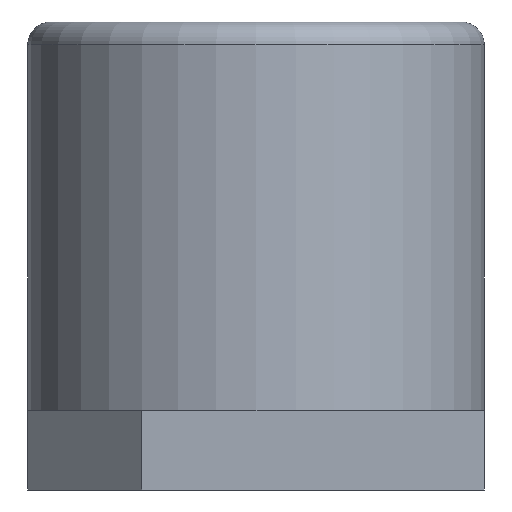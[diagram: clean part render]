
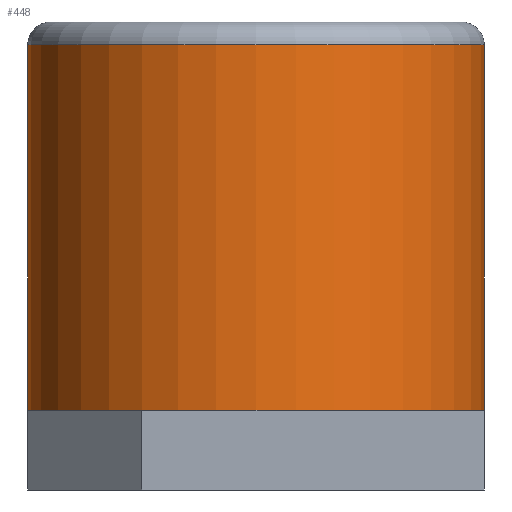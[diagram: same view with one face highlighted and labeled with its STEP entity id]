
A CAD part, front view. The second image highlights one B-rep face of the part: STEP entity #448.
In plain terms, the highlighted cylindrical face has radius 5.08 mm (diameter 10.16 mm), a partial arc.
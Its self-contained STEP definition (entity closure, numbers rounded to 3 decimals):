
#14 = CARTESIAN_POINT ( 'NONE',  ( 0., 0., 1.778 ) ) ;
#30 = CIRCLE ( 'NONE', #278, 5.08 ) ;
#44 = DIRECTION ( 'NONE',  ( 0., 0., 1. ) ) ;
#50 = ORIENTED_EDGE ( 'NONE', *, *, #104, .T. ) ;
#60 = LINE ( 'NONE', #237, #354 ) ;
#61 = CARTESIAN_POINT ( 'NONE',  ( -5.08, 0., 1.778 ) ) ;
#67 = FACE_OUTER_BOUND ( 'NONE', #202, .T. ) ;
#89 = ORIENTED_EDGE ( 'NONE', *, *, #233, .T. ) ;
#93 = DIRECTION ( 'NONE',  ( 0., 0., -1. ) ) ;
#96 = AXIS2_PLACEMENT_3D ( 'NONE', #367, #222, #162 ) ;
#100 = EDGE_CURVE ( 'NONE', #462, #109, #318, .T. ) ;
#104 = EDGE_CURVE ( 'NONE', #447, #462, #30, .T. ) ;
#109 = VERTEX_POINT ( 'NONE', #61 ) ;
#123 = CARTESIAN_POINT ( 'NONE',  ( -5.08, 0., 9.906 ) ) ;
#126 = CARTESIAN_POINT ( 'NONE',  ( 0., -5.08, 1.778 ) ) ;
#162 = DIRECTION ( 'NONE',  ( 1., 0., 0. ) ) ;
#167 = DIRECTION ( 'NONE',  ( 0., 0., -1. ) ) ;
#173 = ORIENTED_EDGE ( 'NONE', *, *, #100, .T. ) ;
#175 = ORIENTED_EDGE ( 'NONE', *, *, #348, .T. ) ;
#199 = CARTESIAN_POINT ( 'NONE',  ( -5.08, 0., 10.414 ) ) ;
#202 = EDGE_LOOP ( 'NONE', ( #493, #50, #173, #175, #89 ) ) ;
#203 = DIRECTION ( 'NONE',  ( -1., 0., 0. ) ) ;
#222 = DIRECTION ( 'NONE',  ( 0., 0., 1. ) ) ;
#229 = VERTEX_POINT ( 'NONE', #126 ) ;
#233 = EDGE_CURVE ( 'NONE', #229, #466, #433, .T. ) ;
#234 = CARTESIAN_POINT ( 'NONE',  ( 0., 0., 9.906 ) ) ;
#235 = CARTESIAN_POINT ( 'NONE',  ( 5.08, 0., 1.778 ) ) ;
#237 = CARTESIAN_POINT ( 'NONE',  ( 5.08, 0., 10.414 ) ) ;
#240 = DIRECTION ( 'NONE',  ( 0., 0., -1. ) ) ;
#245 = AXIS2_PLACEMENT_3D ( 'NONE', #14, #44, #291 ) ;
#271 = CARTESIAN_POINT ( 'NONE',  ( 5.08, 0., 9.906 ) ) ;
#273 = CARTESIAN_POINT ( 'NONE',  ( 0., 0., 10.414 ) ) ;
#278 = AXIS2_PLACEMENT_3D ( 'NONE', #234, #280, #283 ) ;
#280 = DIRECTION ( 'NONE',  ( 0., 0., -1. ) ) ;
#283 = DIRECTION ( 'NONE',  ( -1., 0., 0. ) ) ;
#291 = DIRECTION ( 'NONE',  ( 1., 0., 0. ) ) ;
#318 = LINE ( 'NONE', #199, #344 ) ;
#344 = VECTOR ( 'NONE', #167, 1000. ) ;
#348 = EDGE_CURVE ( 'NONE', #109, #229, #435, .T. ) ;
#354 = VECTOR ( 'NONE', #93, 1000. ) ;
#367 = CARTESIAN_POINT ( 'NONE',  ( 0., 0., 1.778 ) ) ;
#389 = EDGE_CURVE ( 'NONE', #447, #466, #60, .T. ) ;
#433 = CIRCLE ( 'NONE', #245, 5.08 ) ;
#435 = CIRCLE ( 'NONE', #96, 5.08 ) ;
#447 = VERTEX_POINT ( 'NONE', #271 ) ;
#448 = ADVANCED_FACE ( 'NONE', ( #67 ), #502, .T. ) ;
#462 = VERTEX_POINT ( 'NONE', #123 ) ;
#463 = AXIS2_PLACEMENT_3D ( 'NONE', #273, #240, #203 ) ;
#466 = VERTEX_POINT ( 'NONE', #235 ) ;
#493 = ORIENTED_EDGE ( 'NONE', *, *, #389, .F. ) ;
#502 = CYLINDRICAL_SURFACE ( 'NONE', #463, 5.08 ) ;
